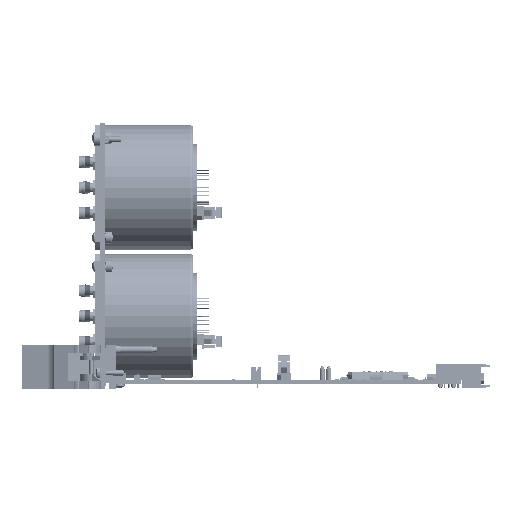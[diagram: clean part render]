
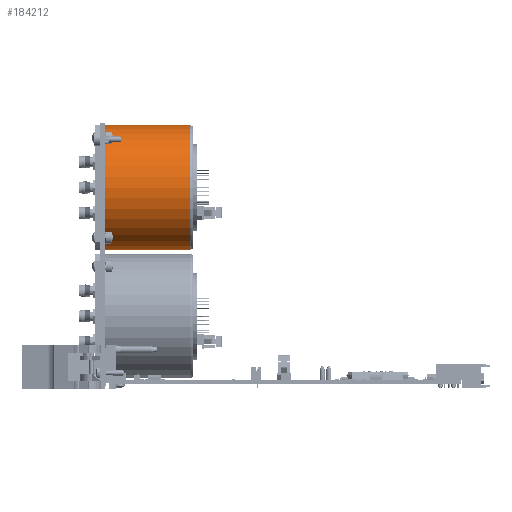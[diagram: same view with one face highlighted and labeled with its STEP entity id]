
A CAD part, front view. The second image highlights one B-rep face of the part: STEP entity #184212.
In plain terms, the highlighted cylindrical face has radius 28.45 mm (diameter 56.9 mm), a full revolution.
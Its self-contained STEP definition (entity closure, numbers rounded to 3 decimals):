
#4720 = EDGE_LOOP ( 'NONE', ( #63126 ) ) ;
#4741 = EDGE_LOOP ( 'NONE', ( #63132 ) ) ;
#4750 = EDGE_LOOP ( 'NONE', ( #63139, #63145, #63151, #63156 ) ) ;
#26595 = FACE_OUTER_BOUND ( 'NONE', #4720, .T. ) ;
#26597 = FACE_BOUND ( 'NONE', #4750, .T. ) ;
#26605 = FACE_OUTER_BOUND ( 'NONE', #4741, .T. ) ;
#26640 = CYLINDRICAL_SURFACE ( 'NONE', #67227, 28.45 ) ;
#29567 = EDGE_CURVE ( 'NONE', #96417, #96316, #92377, .T. ) ;
#29571 = EDGE_CURVE ( 'NONE', #129465, #129465, #92397, .T. ) ;
#29580 = EDGE_CURVE ( 'NONE', #129468, #129468, #92401, .T. ) ;
#29597 = EDGE_CURVE ( 'NONE', #96316, #96565, #92444, .T. ) ;
#29626 = EDGE_CURVE ( 'NONE', #96565, #95996, #92491, .T. ) ;
#29648 = EDGE_CURVE ( 'NONE', #95996, #96417, #92529, .T. ) ;
#41950 = CARTESIAN_POINT ( 'NONE',  ( -78.502, 5.469, 87.267 ) ) ;
#41951 = DIRECTION ( 'NONE',  ( 1., 0., 0. ) ) ;
#41952 = DIRECTION ( 'NONE',  ( 0., 0., -1. ) ) ;
#41958 = CARTESIAN_POINT ( 'NONE',  ( -43.002, 5.469, 87.267 ) ) ;
#41959 = DIRECTION ( 'NONE',  ( -1., 0., 0. ) ) ;
#41960 = DIRECTION ( 'NONE',  ( 0., 0., -1. ) ) ;
#41968 = CARTESIAN_POINT ( 'NONE',  ( -83.502, 5.469, 87.267 ) ) ;
#41969 = DIRECTION ( 'NONE',  ( 1., 0., 0. ) ) ;
#41970 = DIRECTION ( 'NONE',  ( 0., 0., -1. ) ) ;
#41991 = CARTESIAN_POINT ( 'NONE',  ( -41.502, 19.049, 112.267 ) ) ;
#41993 = DIRECTION ( 'NONE',  ( 1., 0., 0. ) ) ;
#42036 = CARTESIAN_POINT ( 'NONE',  ( -48.002, 5.469, 87.267 ) ) ;
#42037 = DIRECTION ( 'NONE',  ( -1., 0., 0. ) ) ;
#42038 = DIRECTION ( 'NONE',  ( 0., 0., 1. ) ) ;
#42060 = CARTESIAN_POINT ( 'NONE',  ( -41.502, 19.049, 62.267 ) ) ;
#42061 = DIRECTION ( 'NONE',  ( -1., 0., 0. ) ) ;
#63126 = ORIENTED_EDGE ( 'NONE', *, *, #29580, .T. ) ;
#63132 = ORIENTED_EDGE ( 'NONE', *, *, #29571, .T. ) ;
#63139 = ORIENTED_EDGE ( 'NONE', *, *, #29597, .F. ) ;
#63145 = ORIENTED_EDGE ( 'NONE', *, *, #29567, .F. ) ;
#63151 = ORIENTED_EDGE ( 'NONE', *, *, #29648, .F. ) ;
#63156 = ORIENTED_EDGE ( 'NONE', *, *, #29626, .F. ) ;
#67227 = AXIS2_PLACEMENT_3D ( 'NONE', #73734, #73774, #73789 ) ;
#73734 = CARTESIAN_POINT ( 'NONE',  ( -41.502, 5.469, 87.267 ) ) ;
#73774 = DIRECTION ( 'NONE',  ( -1., 0., 0. ) ) ;
#73789 = DIRECTION ( 'NONE',  ( 0., 0., 1. ) ) ;
#89833 = CARTESIAN_POINT ( 'NONE',  ( -48.002, 19.049, 62.267 ) ) ;
#89943 = CARTESIAN_POINT ( 'NONE',  ( -78.502, 19.049, 112.267 ) ) ;
#89985 = CARTESIAN_POINT ( 'NONE',  ( -78.502, 19.049, 62.267 ) ) ;
#90069 = CARTESIAN_POINT ( 'NONE',  ( -48.002, 19.049, 112.267 ) ) ;
#92377 = CIRCLE ( 'NONE', #274932, 28.45 ) ;
#92397 = CIRCLE ( 'NONE', #274948, 28.45 ) ;
#92401 = CIRCLE ( 'NONE', #274956, 28.45 ) ;
#92444 = LINE ( 'NONE', #41991, #92450 ) ;
#92450 = VECTOR ( 'NONE', #41993, 1000. ) ;
#92491 = CIRCLE ( 'NONE', #275025, 28.45 ) ;
#92529 = LINE ( 'NONE', #42060, #92538 ) ;
#92538 = VECTOR ( 'NONE', #42061, 1000. ) ;
#95996 = VERTEX_POINT ( 'NONE', #89833 ) ;
#96316 = VERTEX_POINT ( 'NONE', #89943 ) ;
#96417 = VERTEX_POINT ( 'NONE', #89985 ) ;
#96565 = VERTEX_POINT ( 'NONE', #90069 ) ;
#129465 = VERTEX_POINT ( 'NONE', #137351 ) ;
#129468 = VERTEX_POINT ( 'NONE', #137355 ) ;
#137351 = CARTESIAN_POINT ( 'NONE',  ( -43.002, 5.469, 58.817 ) ) ;
#137355 = CARTESIAN_POINT ( 'NONE',  ( -83.502, 5.469, 58.817 ) ) ;
#184212 = ADVANCED_FACE ( 'NONE', ( #26595, #26605, #26597 ), #26640, .T. ) ;
#274932 = AXIS2_PLACEMENT_3D ( 'NONE', #41950, #41951, #41952 ) ;
#274948 = AXIS2_PLACEMENT_3D ( 'NONE', #41958, #41959, #41960 ) ;
#274956 = AXIS2_PLACEMENT_3D ( 'NONE', #41968, #41969, #41970 ) ;
#275025 = AXIS2_PLACEMENT_3D ( 'NONE', #42036, #42037, #42038 ) ;
